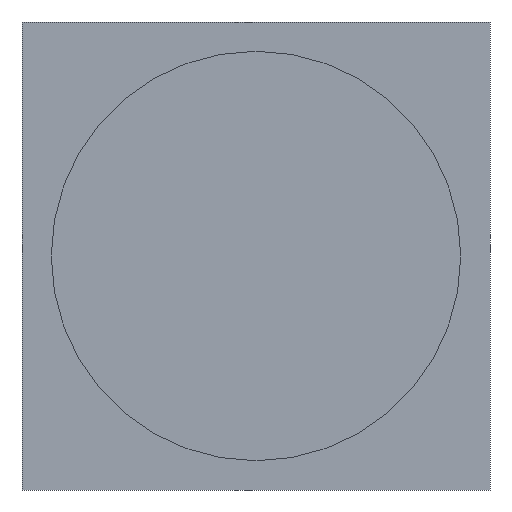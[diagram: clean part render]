
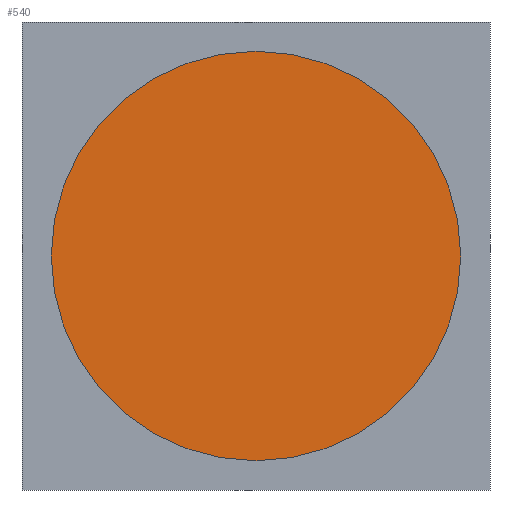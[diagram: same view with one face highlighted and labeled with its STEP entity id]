
A CAD part, front view. The second image highlights one B-rep face of the part: STEP entity #540.
In plain terms, the highlighted planar face has unit normal (0, -1, 0).
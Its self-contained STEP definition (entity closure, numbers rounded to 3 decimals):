
#10 = ORIENTED_EDGE ( 'NONE', *, *, #169, .F. ) ;
#16 = FACE_OUTER_BOUND ( 'NONE', #503, .T. ) ;
#22 = CIRCLE ( 'NONE', #250, 17.5 ) ;
#25 = PLANE ( 'NONE',  #570 ) ;
#85 = CARTESIAN_POINT ( 'NONE',  ( 0., 0., 0. ) ) ;
#95 = AXIS2_PLACEMENT_3D ( 'NONE', #191, #660, #337 ) ;
#108 = DIRECTION ( 'NONE',  ( 0., 0., 1. ) ) ;
#169 = EDGE_CURVE ( 'NONE', #608, #767, #255, .T. ) ;
#174 = CARTESIAN_POINT ( 'NONE',  ( 0., 0., -17.5 ) ) ;
#191 = CARTESIAN_POINT ( 'NONE',  ( 0., 0., 0. ) ) ;
#243 = CARTESIAN_POINT ( 'NONE',  ( 0., 0., 0. ) ) ;
#250 = AXIS2_PLACEMENT_3D ( 'NONE', #243, #704, #108 ) ;
#255 = CIRCLE ( 'NONE', #95, 17.5 ) ;
#337 = DIRECTION ( 'NONE',  ( 0., 0., 1. ) ) ;
#415 = ORIENTED_EDGE ( 'NONE', *, *, #661, .F. ) ;
#472 = DIRECTION ( 'NONE',  ( 0., 1., 0. ) ) ;
#503 = EDGE_LOOP ( 'NONE', ( #10, #415 ) ) ;
#540 = ADVANCED_FACE ( 'NONE', ( #16 ), #25, .F. ) ;
#570 = AXIS2_PLACEMENT_3D ( 'NONE', #85, #472, #747 ) ;
#608 = VERTEX_POINT ( 'NONE', #174 ) ;
#660 = DIRECTION ( 'NONE',  ( 0., 1., 0. ) ) ;
#661 = EDGE_CURVE ( 'NONE', #767, #608, #22, .T. ) ;
#704 = DIRECTION ( 'NONE',  ( 0., 1., 0. ) ) ;
#747 = DIRECTION ( 'NONE',  ( 0., 0., 1. ) ) ;
#767 = VERTEX_POINT ( 'NONE', #844 ) ;
#844 = CARTESIAN_POINT ( 'NONE',  ( 0., 0., 17.5 ) ) ;
